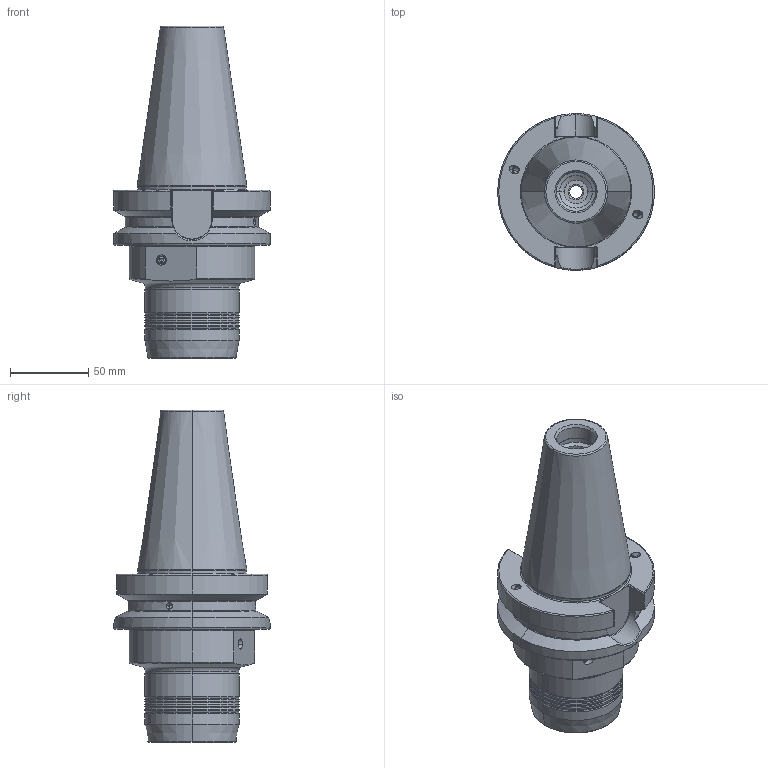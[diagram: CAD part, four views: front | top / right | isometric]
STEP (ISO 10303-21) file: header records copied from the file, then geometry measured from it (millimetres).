
FILE_DESCRIPTION (( 'STEP AP214' ), '1' );
FILE_NAME ('77.503.032 x110_step.STEP', '2020-09-22T06:09:16', ( '' ), ( '' ), 'SwSTEP 2.0', 'SolidWorks 2018', '' );
FILE_SCHEMA (( 'AUTOMOTIVE_DESIGN' ));
Length unit declared in the file: millimetre
Products named in the file (1): 77.503.032 x110_step
Bounding box: 99.97 x 99.97 x 211.8 mm (x, y, z)
Volume: 644398.2 mm3; surface area: 108297.9 mm2
Topology: 9 solids, 9 shells, 432 faces, 991 edges, 585 vertices
Faces by surface type: cylinder 152, cone 108, plane 83, torus 79, bspline 7, sphere 3
Entity records: 20022 total; most frequent: CARTESIAN_POINT 5430, DIRECTION 2176, ORIENTED_EDGE 1950, EDGE_CURVE 975, AXIS2_PLACEMENT_3D 917, VERTEX_POINT 581, CIRCLE 491, EDGE_LOOP 474
